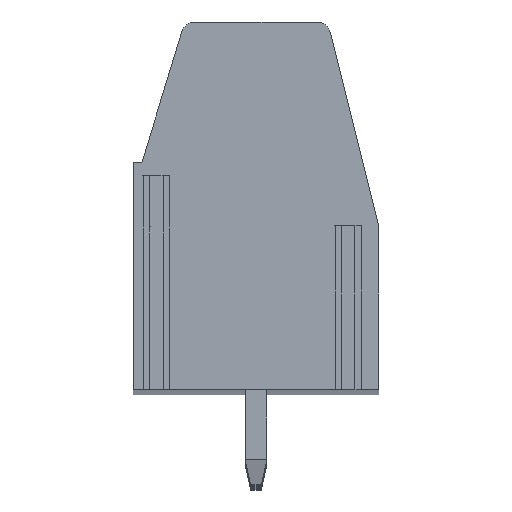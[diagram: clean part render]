
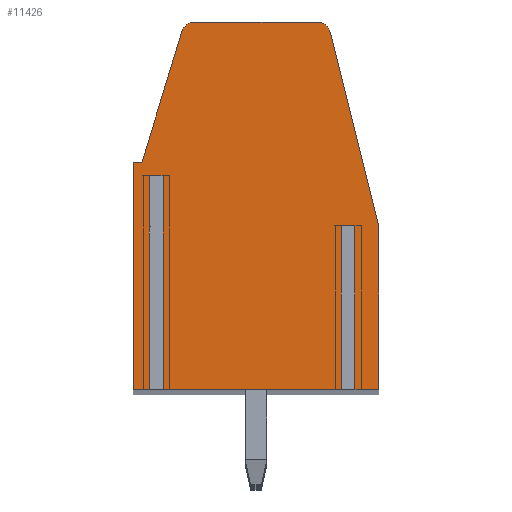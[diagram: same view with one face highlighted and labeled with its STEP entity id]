
A CAD part, top view. The second image highlights one B-rep face of the part: STEP entity #11426.
In plain terms, the highlighted planar face has unit normal (0, 0, 1).
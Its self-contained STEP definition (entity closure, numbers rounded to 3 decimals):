
#13=DIRECTION('',(-1.,0.,0.));
#14=VECTOR('',#13,0.503);
#15=CARTESIAN_POINT('',(-3.413,1.1,109.22));
#16=LINE('',#15,#14);
#17=DIRECTION('',(0.,1.,0.));
#18=VECTOR('',#17,7.85);
#19=CARTESIAN_POINT('',(-3.917,-6.75,109.22));
#20=LINE('',#19,#18);
#21=DIRECTION('',(1.,0.,0.));
#22=VECTOR('',#21,0.583);
#23=CARTESIAN_POINT('',(-4.5,-6.75,109.22));
#24=LINE('',#23,#22);
#25=DIRECTION('',(0.,-1.,0.));
#26=VECTOR('',#25,8.35);
#27=CARTESIAN_POINT('',(-4.5,1.6,109.22));
#28=LINE('',#27,#26);
#29=DIRECTION('',(-1.,0.,0.));
#30=VECTOR('',#29,0.31);
#31=CARTESIAN_POINT('',(-4.19,1.6,109.22));
#32=LINE('',#31,#30);
#33=DIRECTION('',(-0.292,-0.956,0.));
#34=VECTOR('',#33,5.015);
#35=CARTESIAN_POINT('',(-2.723,6.396,109.22));
#36=LINE('',#35,#34);
#37=CARTESIAN_POINT('',(-2.245,6.25,109.22));
#38=DIRECTION('',(0.,0.,1.));
#39=DIRECTION('',(0.,1.,0.));
#40=AXIS2_PLACEMENT_3D('',#37,#38,#39);
#42=DIRECTION('',(-1.,0.,0.));
#43=VECTOR('',#42,4.489);
#44=CARTESIAN_POINT('',(2.244,6.75,109.22));
#45=LINE('',#44,#43);
#46=CARTESIAN_POINT('',(2.244,6.25,109.22));
#47=DIRECTION('',(0.,0.,1.));
#48=DIRECTION('',(0.97,0.242,0.));
#49=AXIS2_PLACEMENT_3D('',#46,#47,#48);
#51=DIRECTION('',(-0.242,0.97,0.));
#52=VECTOR('',#51,7.318);
#53=CARTESIAN_POINT('',(4.5,-0.73,109.22));
#54=LINE('',#53,#52);
#55=DIRECTION('',(0.,1.,0.));
#56=VECTOR('',#55,6.02);
#57=CARTESIAN_POINT('',(4.5,-6.75,109.22));
#58=LINE('',#57,#56);
#59=DIRECTION('',(1.,0.,0.));
#60=VECTOR('',#59,0.863);
#61=CARTESIAN_POINT('',(3.637,-6.75,109.22));
#62=LINE('',#61,#60);
#63=DIRECTION('',(0.,1.,0.));
#64=VECTOR('',#63,6.02);
#65=CARTESIAN_POINT('',(3.637,-6.75,109.22));
#66=LINE('',#65,#64);
#67=DIRECTION('',(-1.,0.,0.));
#68=VECTOR('',#67,0.503);
#69=CARTESIAN_POINT('',(3.637,-0.73,109.22));
#70=LINE('',#69,#68);
#71=DIRECTION('',(0.,1.,0.));
#72=VECTOR('',#71,6.02);
#73=CARTESIAN_POINT('',(3.133,-6.75,109.22));
#74=LINE('',#73,#72);
#75=DIRECTION('',(1.,0.,0.));
#76=VECTOR('',#75,6.547);
#77=CARTESIAN_POINT('',(-3.413,-6.75,109.22));
#78=LINE('',#77,#76);
#79=DIRECTION('',(0.,1.,0.));
#80=VECTOR('',#79,7.85);
#81=CARTESIAN_POINT('',(-3.413,-6.75,109.22));
#82=LINE('',#81,#80);
#8965=CARTESIAN_POINT('',(4.5,-6.75,109.22));
#8966=CARTESIAN_POINT('',(4.5,-0.73,109.22));
#8967=VERTEX_POINT('',#8965);
#8968=VERTEX_POINT('',#8966);
#8969=CARTESIAN_POINT('',(2.73,6.371,109.22));
#8970=VERTEX_POINT('',#8969);
#8971=CARTESIAN_POINT('',(2.244,6.75,109.22));
#8972=VERTEX_POINT('',#8971);
#8973=CARTESIAN_POINT('',(-2.245,6.75,109.22));
#8974=VERTEX_POINT('',#8973);
#8975=CARTESIAN_POINT('',(-2.723,6.396,109.22));
#8976=VERTEX_POINT('',#8975);
#8977=CARTESIAN_POINT('',(-4.19,1.6,109.22));
#8978=VERTEX_POINT('',#8977);
#8979=CARTESIAN_POINT('',(-4.5,1.6,109.22));
#8980=VERTEX_POINT('',#8979);
#8981=CARTESIAN_POINT('',(-4.5,-6.75,109.22));
#8982=VERTEX_POINT('',#8981);
#9057=CARTESIAN_POINT('',(3.637,-0.73,109.22));
#9058=CARTESIAN_POINT('',(3.133,-0.73,109.22));
#9059=VERTEX_POINT('',#9057);
#9060=VERTEX_POINT('',#9058);
#9061=CARTESIAN_POINT('',(3.133,-6.75,109.22));
#9062=VERTEX_POINT('',#9061);
#9063=CARTESIAN_POINT('',(3.637,-6.75,109.22));
#9064=VERTEX_POINT('',#9063);
#9081=CARTESIAN_POINT('',(-3.413,1.1,109.22));
#9082=CARTESIAN_POINT('',(-3.917,1.1,109.22));
#9083=VERTEX_POINT('',#9081);
#9084=VERTEX_POINT('',#9082);
#9085=CARTESIAN_POINT('',(-3.413,-6.75,109.22));
#9086=VERTEX_POINT('',#9085);
#9087=CARTESIAN_POINT('',(-3.917,-6.75,109.22));
#9088=VERTEX_POINT('',#9087);
#11385=CARTESIAN_POINT('',(0.,0.,109.22));
#11386=DIRECTION('',(0.,0.,1.));
#11387=DIRECTION('',(1.,0.,0.));
#11388=AXIS2_PLACEMENT_3D('',#11385,#11386,#11387);
#11389=PLANE('',#11388);
#11391=ORIENTED_EDGE('',*,*,#11390,.T.);
#11393=ORIENTED_EDGE('',*,*,#11392,.F.);
#11395=ORIENTED_EDGE('',*,*,#11394,.F.);
#11397=ORIENTED_EDGE('',*,*,#11396,.F.);
#11399=ORIENTED_EDGE('',*,*,#11398,.F.);
#11401=ORIENTED_EDGE('',*,*,#11400,.F.);
#11403=ORIENTED_EDGE('',*,*,#11402,.F.);
#11405=ORIENTED_EDGE('',*,*,#11404,.F.);
#11407=ORIENTED_EDGE('',*,*,#11406,.F.);
#11409=ORIENTED_EDGE('',*,*,#11408,.F.);
#11411=ORIENTED_EDGE('',*,*,#11410,.F.);
#11413=ORIENTED_EDGE('',*,*,#11412,.F.);
#11415=ORIENTED_EDGE('',*,*,#11414,.T.);
#11417=ORIENTED_EDGE('',*,*,#11416,.T.);
#11419=ORIENTED_EDGE('',*,*,#11418,.F.);
#11421=ORIENTED_EDGE('',*,*,#11420,.F.);
#11423=ORIENTED_EDGE('',*,*,#11422,.T.);
#11424=EDGE_LOOP('',(#11391,#11393,#11395,#11397,#11399,#11401,#11403,#11405,
#11407,#11409,#11411,#11413,#11415,#11417,#11419,#11421,#11423));
#11425=FACE_OUTER_BOUND('',#11424,.F.);
#41=CIRCLE('',#40,0.5);
#50=CIRCLE('',#49,0.5);
#11390=EDGE_CURVE('',#9083,#9084,#16,.T.);
#11392=EDGE_CURVE('',#9088,#9084,#20,.T.);
#11394=EDGE_CURVE('',#8982,#9088,#24,.T.);
#11396=EDGE_CURVE('',#8980,#8982,#28,.T.);
#11398=EDGE_CURVE('',#8978,#8980,#32,.T.);
#11400=EDGE_CURVE('',#8976,#8978,#36,.T.);
#11402=EDGE_CURVE('',#8974,#8976,#41,.T.);
#11404=EDGE_CURVE('',#8972,#8974,#45,.T.);
#11406=EDGE_CURVE('',#8970,#8972,#50,.T.);
#11408=EDGE_CURVE('',#8968,#8970,#54,.T.);
#11410=EDGE_CURVE('',#8967,#8968,#58,.T.);
#11412=EDGE_CURVE('',#9064,#8967,#62,.T.);
#11414=EDGE_CURVE('',#9064,#9059,#66,.T.);
#11416=EDGE_CURVE('',#9059,#9060,#70,.T.);
#11418=EDGE_CURVE('',#9062,#9060,#74,.T.);
#11420=EDGE_CURVE('',#9086,#9062,#78,.T.);
#11422=EDGE_CURVE('',#9086,#9083,#82,.T.);
#11426=ADVANCED_FACE('',(#11425),#11389,.T.);
